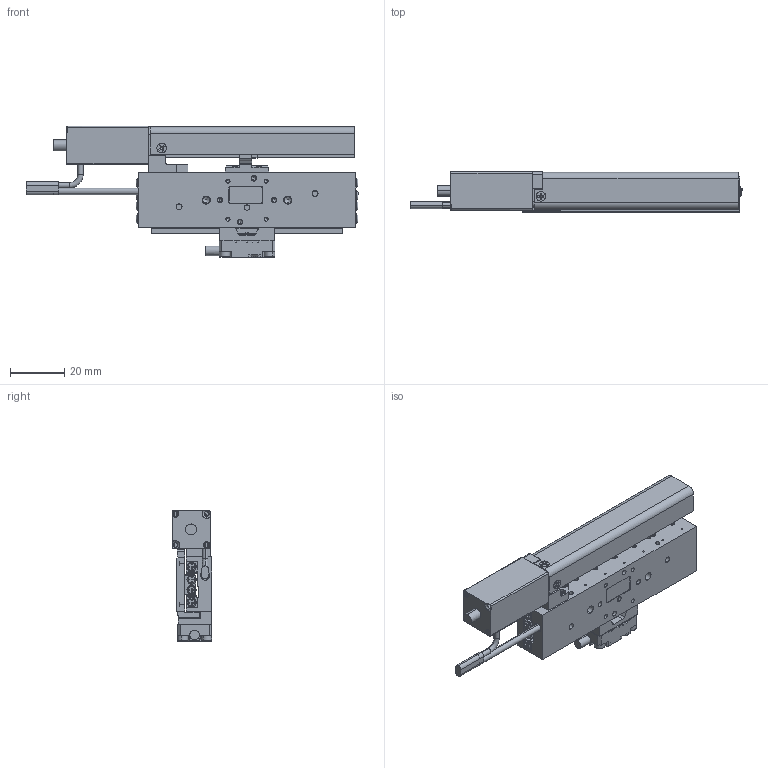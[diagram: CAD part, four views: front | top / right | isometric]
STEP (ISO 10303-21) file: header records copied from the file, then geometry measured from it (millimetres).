
FILE_DESCRIPTION (( 'STEP AP214' ), '1' );
FILE_NAME ('PPS-20-25216.STEP', '2023-08-03T19:08:47', ( '' ), ( '' ), 'SwSTEP 2.0', 'SolidWorks 2023', '' );
FILE_SCHEMA (( 'AUTOMOTIVE_DESIGN' ));
Length unit declared in the file: millimetre
Products named in the file (28): SCREW, SHCS-S, M-DIN_M1.6 x 0.35 x 05mm; 430719 PPS-20 & 28 Leadscrew Cover, Sanyo Motor_PPS-20, 80mm; PPS-28, 90mm; PPS-20-25216; SCREW, SHCS-S, M-DIN_M1.6 x 0.35 x 06mm; SCREW, SHCS-S, M-DIN_M2 x 0.4 x 06mm; SCREW, MS-SCH, M-DIN_M1.6 x 0.35 x 03mm; PPS-20, Base, Master Part_L80, No Ears; SCREW, MS-PPH, M-JCIS_M1.6 x 0.35 x 4mm; SCREW, MS-SCH, M-DIN_M1.6 x 0.35 x 04mm; NB Slide Way SVW 1000 Rail_SVW 1080; 430677 PPS-20 Stepper Motor Bracket, Sanyo Motor; Set Screw, Cup-H, E-ASME_E1-72 x 1''16; PPS-20, Scale Bracket, Renishaw Atom, RCLC, RKLF, Master Part_70mm; 110182 Sanyo motor 14mm_shortened shaft; 431420 PPS-20, Encoder Bracket, Renishaw Atom, RKLF, Tape Scale; SCREW, MS-PFH, E-NR_1-72 x 1''8in; 430678 PPS-20 Leadscrew Nut Bracket, Kozak M3 with Sanyo 14mm; PPS-20, Back Cover, Master Part; NB Slide Way SVW 1000 Center Way_SVW 1080; 130221 Leadscrew Nut, PPS-20SM, Kozak M3x0.2mm; 130160 Bearing, NB, Slide Way, SVW 1000_SVW 1080-22Z Custom (Rigid at Center); Limit Switch and Motor Cable_SILVER LIMIT+MOTOR; SCREW, MS-PFH, M-DIN_M2 x 0.4 x 05mm; PPS-20, Carriage, Master Part_80mm; 431131 Leadscrew Nut, PPS-20SM, Kozak M3x0.5mm, Flat; 130221 Leadscrew, Standard Shaft, M3x0.2_64mm; NB Slide Way SVW 1000 Cage_SVW 1080-22Z Custom; 110212 Encoder Head, Renishaw Atom, Atmospheric_Demo
Assembly tree (69 placements, depth 3):
  PPS-20-25216
    PPS-20, Base, Master Part_L80, No Ears
    PPS-20, Back Cover, Master Part
    PPS-20, Carriage, Master Part_80mm
    SCREW, MS-PFH, M-DIN_M2 x 0.4 x 05mm  x8
    130160 Bearing, NB, Slide Way, SVW 1000_SVW 1080-22Z Custom (Rigid at Center)
      NB Slide Way SVW 1000 Rail_SVW 1080  x2
      NB Slide Way SVW 1000 Center Way_SVW 1080
      NB Slide Way SVW 1000 Cage_SVW 1080-22Z Custom  x2
    Set Screw, Cup-H, E-ASME_E1-72 x 1''16  x8
    SCREW, MS-PPH, M-JCIS_M1.6 x 0.35 x 4mm  x22
    130221 Leadscrew Nut, PPS-20SM, Kozak M3x0.2mm
    130221 Leadscrew, Standard Shaft, M3x0.2_64mm
    430677 PPS-20 Stepper Motor Bracket, Sanyo Motor
    SCREW, MS-SCH, M-DIN_M1.6 x 0.35 x 04mm
    SCREW, MS-SCH, M-DIN_M1.6 x 0.35 x 03mm  x2
    110182 Sanyo motor 14mm_shortened shaft
    430678 PPS-20 Leadscrew Nut Bracket, Kozak M3 with Sanyo 14mm
    SCREW, MS-PFH, E-NR_1-72 x 1''8in  x3
    430719 PPS-20 & 28 Leadscrew Cover, Sanyo Motor_PPS-20, 80mm; PPS-28, 90mm
    431131 Leadscrew Nut, PPS-20SM, Kozak M3x0.5mm, Flat
    110212 Encoder Head, Renishaw Atom, Atmospheric_Demo
    431420 PPS-20, Encoder Bracket, Renishaw Atom, RKLF, Tape Scale
    PPS-20, Scale Bracket, Renishaw Atom, RCLC, RKLF, Master Part_70mm
    SCREW, SHCS-S, M-DIN_M2 x 0.4 x 06mm  x3
    SCREW, SHCS-S, M-DIN_M1.6 x 0.35 x 05mm
    SCREW, SHCS-S, M-DIN_M1.6 x 0.35 x 06mm
    Limit Switch and Motor Cable_SILVER LIMIT+MOTOR
Bounding box: 122.05 x 14.7 x 48.25 mm (x, y, z)
Volume: 30461.7 mm3; surface area: 34274.3 mm2
Topology: 70 solids, 70 shells, 3344 faces, 8439 edges, 5241 vertices
Faces by surface type: plane 1436, cylinder 1064, cone 608, torus 186, bspline 38, sphere 12
Full cylindrical faces by diameter (mm): 3 x1
Entity records: 57116 total; most frequent: CARTESIAN_POINT 12606, DIRECTION 9173, ORIENTED_EDGE 8948, EDGE_CURVE 4474, AXIS2_PLACEMENT_3D 3359, VERTEX_POINT 2884, VECTOR 2455, LINE 2455
